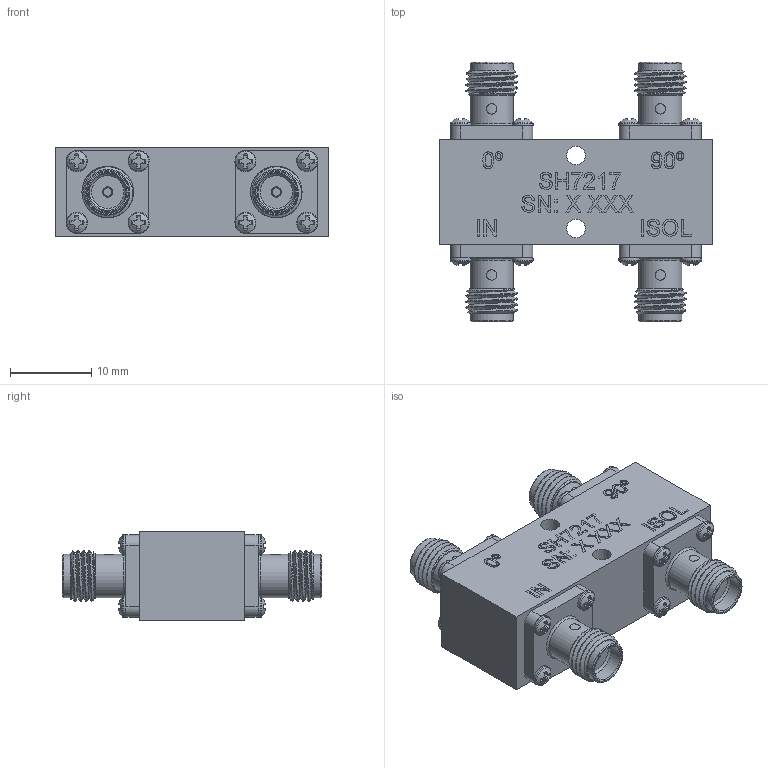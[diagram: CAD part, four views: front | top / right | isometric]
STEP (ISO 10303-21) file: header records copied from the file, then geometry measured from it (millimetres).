
FILE_DESCRIPTION (( 'STEP AP203' ), '1' );
FILE_NAME ('SH7217_3D.step', '2022-06-14T16:46:03', ( '' ), ( '' ), 'SwSTEP 2.0', 'SolidWorks 2021', '' );
FILE_SCHEMA (( 'CONFIG_CONTROL_DESIGN' ));
Length unit declared in the file: inch
Products named in the file (1): SH7217_3D
Bounding box: 33.8 x 32.05 x 11 mm (x, y, z)
Volume: 6001.2 mm3; surface area: 3650.9 mm2
Topology: 1 solids, 21 shells, 887 faces, 2262 edges, 1496 vertices
Faces by surface type: plane 537, bspline 176, cylinder 86, cone 84, torus 4
Full cylindrical faces by diameter (mm): 1.016 x4, 1.092 x16, 1.27 x8, 2.286 x2, 2.591 x16, 4.521 x4, 5.08 x4, 5.334 x8
Entity records: 39701 total; most frequent: CARTESIAN_POINT 20652, ORIENTED_EDGE 4256, DIRECTION 3048, EDGE_CURVE 2128, VERTEX_POINT 1456, EDGE_LOOP 1072, LINE 1056, VECTOR 1056
